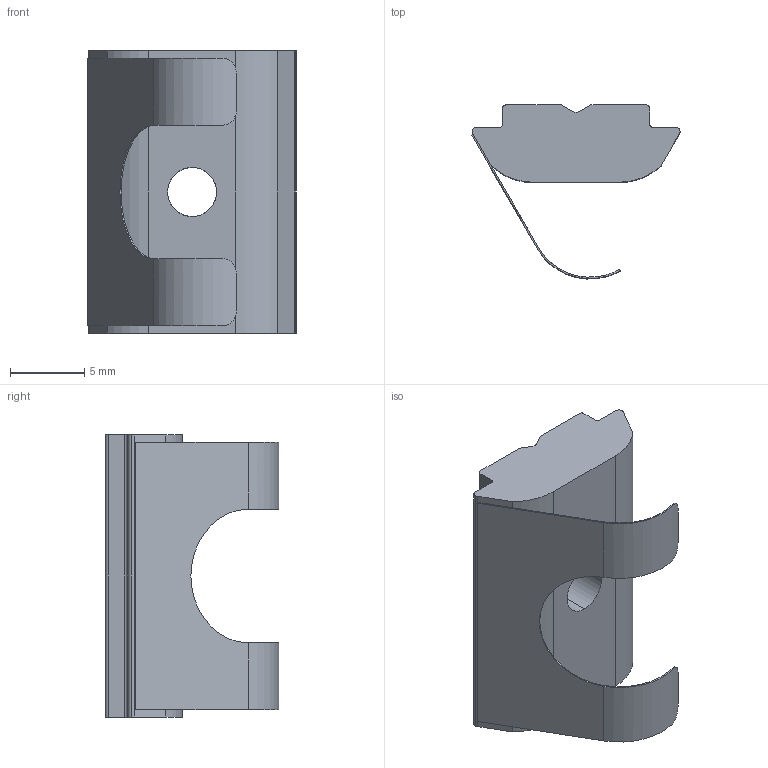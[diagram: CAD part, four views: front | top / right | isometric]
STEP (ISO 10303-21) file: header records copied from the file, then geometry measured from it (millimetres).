
FILE_DESCRIPTION(('FreeCAD Model'),'2;1');
FILE_NAME('Open CASCADE Shape Model','2024-03-19T16:42:23',(''),(''), 'Open CASCADE STEP processor 7.6','FreeCAD','Unknown');
FILE_SCHEMA(('AUTOMOTIVE_DESIGN { 1 0 10303 214 1 1 1 1 }'));
Length unit declared in the file: millimetre
Products named in the file (1): STB10-ERM4
Bounding box: 14.02 x 11.69 x 19 mm (x, y, z)
Volume: 1086 mm3; surface area: 1095 mm2
Topology: 1 solids, 1 shells, 50 faces, 143 edges, 94 vertices
Faces by surface type: cylinder 25, plane 25
Entity records: 4448 total; most frequent: CARTESIAN_POINT 1702, DIRECTION 487, LINE 289, VECTOR 289, ORIENTED_EDGE 286, PCURVE 286, DEFINITIONAL_REPRESENTATION 286, EDGE_CURVE 143
